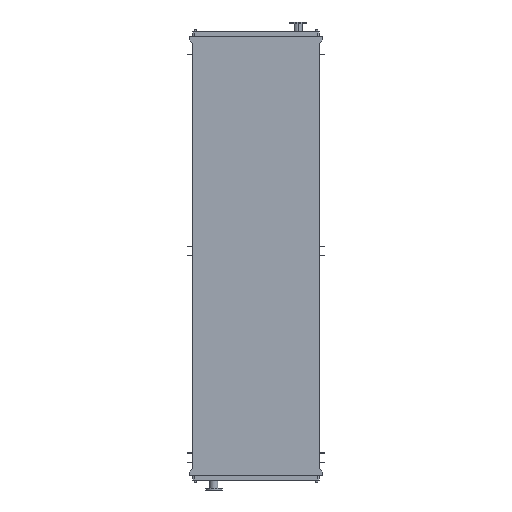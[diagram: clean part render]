
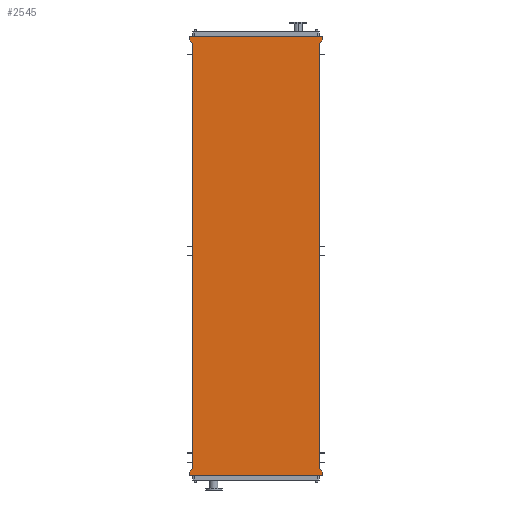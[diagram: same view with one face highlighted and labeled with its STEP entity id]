
A CAD part, front view. The second image highlights one B-rep face of the part: STEP entity #2545.
In plain terms, the highlighted planar face has unit normal (0, -1, 0).
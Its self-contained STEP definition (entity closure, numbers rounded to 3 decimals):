
#266 = CARTESIAN_POINT ( 'NONE',  ( -891., 0., 53. ) ) ;
#355 = EDGE_CURVE ( 'NONE', #21850, #2994, #5919, .T. ) ;
#532 = LINE ( 'NONE', #9906, #7970 ) ;
#557 = DIRECTION ( 'NONE',  ( 0., 0., 1. ) ) ;
#791 = VECTOR ( 'NONE', #20727, 1000. ) ;
#1114 = EDGE_CURVE ( 'NONE', #11316, #23595, #7539, .T. ) ;
#1396 = CARTESIAN_POINT ( 'NONE',  ( 891., 0., -5745. ) ) ;
#1473 = VECTOR ( 'NONE', #11897, 1000. ) ;
#1661 = VERTEX_POINT ( 'NONE', #18759 ) ;
#1760 = LINE ( 'NONE', #16615, #20949 ) ;
#1795 = EDGE_CURVE ( 'NONE', #20027, #2228, #1760, .T. ) ;
#1931 = VECTOR ( 'NONE', #18654, 1000. ) ;
#2228 = VERTEX_POINT ( 'NONE', #20732 ) ;
#2485 = DIRECTION ( 'NONE',  ( 0., 0., -1. ) ) ;
#2545 = ADVANCED_FACE ( 'NONE', ( #2908 ), #21950, .T. ) ;
#2643 = EDGE_LOOP ( 'NONE', ( #21065, #11830, #23343, #4892, #10659, #6432, #4601, #20849, #23735, #7442, #7936, #17736 ) ) ;
#2823 = CARTESIAN_POINT ( 'NONE',  ( -845., 0., -5650. ) ) ;
#2908 = FACE_OUTER_BOUND ( 'NONE', #2643, .T. ) ;
#2994 = VERTEX_POINT ( 'NONE', #12753 ) ;
#3368 = VECTOR ( 'NONE', #17838, 1000. ) ;
#3520 = DIRECTION ( 'NONE',  ( 0., -1., 0. ) ) ;
#3704 = LINE ( 'NONE', #8968, #18234 ) ;
#3836 = CARTESIAN_POINT ( 'NONE',  ( -891., 0., -5745. ) ) ;
#4231 = CARTESIAN_POINT ( 'NONE',  ( -891., 0., 95. ) ) ;
#4601 = ORIENTED_EDGE ( 'NONE', *, *, #9794, .F. ) ;
#4810 = VECTOR ( 'NONE', #10512, 1000. ) ;
#4892 = ORIENTED_EDGE ( 'NONE', *, *, #1114, .F. ) ;
#5245 = CARTESIAN_POINT ( 'NONE',  ( 845., 0., -5650. ) ) ;
#5895 = DIRECTION ( 'NONE',  ( -1., 0., 0. ) ) ;
#5919 = LINE ( 'NONE', #7860, #13642 ) ;
#5954 = EDGE_CURVE ( 'NONE', #2228, #20378, #8573, .T. ) ;
#6432 = ORIENTED_EDGE ( 'NONE', *, *, #16246, .F. ) ;
#6525 = LINE ( 'NONE', #19119, #1473 ) ;
#6557 = VECTOR ( 'NONE', #2485, 1000. ) ;
#7191 = VECTOR ( 'NONE', #13906, 1000. ) ;
#7442 = ORIENTED_EDGE ( 'NONE', *, *, #16499, .F. ) ;
#7539 = LINE ( 'NONE', #16579, #12741 ) ;
#7799 = VERTEX_POINT ( 'NONE', #12511 ) ;
#7860 = CARTESIAN_POINT ( 'NONE',  ( -891., 0., -5703. ) ) ;
#7936 = ORIENTED_EDGE ( 'NONE', *, *, #5954, .F. ) ;
#7970 = VECTOR ( 'NONE', #5895, 1000. ) ;
#8305 = LINE ( 'NONE', #2823, #4810 ) ;
#8521 = CARTESIAN_POINT ( 'NONE',  ( -845., 0., -5650. ) ) ;
#8573 = LINE ( 'NONE', #1396, #3368 ) ;
#8805 = EDGE_CURVE ( 'NONE', #2994, #7799, #6525, .T. ) ;
#8968 = CARTESIAN_POINT ( 'NONE',  ( -845., 0., 0. ) ) ;
#9794 = EDGE_CURVE ( 'NONE', #7799, #1661, #8305, .T. ) ;
#9795 = LINE ( 'NONE', #17706, #7191 ) ;
#9906 = CARTESIAN_POINT ( 'NONE',  ( -891., 0., -5745. ) ) ;
#10512 = DIRECTION ( 'NONE',  ( 0., 0., 1. ) ) ;
#10659 = ORIENTED_EDGE ( 'NONE', *, *, #21580, .F. ) ;
#10862 = LINE ( 'NONE', #5245, #1931 ) ;
#11305 = VERTEX_POINT ( 'NONE', #17272 ) ;
#11316 = VERTEX_POINT ( 'NONE', #4231 ) ;
#11830 = ORIENTED_EDGE ( 'NONE', *, *, #16547, .F. ) ;
#11897 = DIRECTION ( 'NONE',  ( 0.655, 0., 0.755 ) ) ;
#12017 = AXIS2_PLACEMENT_3D ( 'NONE', #8521, #3520, #22541 ) ;
#12511 = CARTESIAN_POINT ( 'NONE',  ( -845., 0., -5650. ) ) ;
#12741 = VECTOR ( 'NONE', #14977, 1000. ) ;
#12753 = CARTESIAN_POINT ( 'NONE',  ( -891., 0., -5703. ) ) ;
#13146 = CARTESIAN_POINT ( 'NONE',  ( -891., 0., 53. ) ) ;
#13554 = LINE ( 'NONE', #13672, #6557 ) ;
#13642 = VECTOR ( 'NONE', #557, 1000. ) ;
#13672 = CARTESIAN_POINT ( 'NONE',  ( 891., 0., 95. ) ) ;
#13906 = DIRECTION ( 'NONE',  ( -0.655, 0., -0.755 ) ) ;
#14977 = DIRECTION ( 'NONE',  ( 1., 0., 0. ) ) ;
#15324 = CARTESIAN_POINT ( 'NONE',  ( 891., 0., 95. ) ) ;
#16246 = EDGE_CURVE ( 'NONE', #1661, #21122, #3704, .T. ) ;
#16389 = DIRECTION ( 'NONE',  ( -0.655, 0., 0.755 ) ) ;
#16441 = VERTEX_POINT ( 'NONE', #17113 ) ;
#16499 = EDGE_CURVE ( 'NONE', #20378, #21850, #532, .T. ) ;
#16547 = EDGE_CURVE ( 'NONE', #16441, #11305, #9795, .T. ) ;
#16579 = CARTESIAN_POINT ( 'NONE',  ( -891., 0., 95. ) ) ;
#16615 = CARTESIAN_POINT ( 'NONE',  ( 891., 0., -5703. ) ) ;
#17031 = CARTESIAN_POINT ( 'NONE',  ( 891., 0., -5745. ) ) ;
#17113 = CARTESIAN_POINT ( 'NONE',  ( 891., 0., 53. ) ) ;
#17272 = CARTESIAN_POINT ( 'NONE',  ( 845., 0., 0. ) ) ;
#17706 = CARTESIAN_POINT ( 'NONE',  ( 891., 0., 53. ) ) ;
#17736 = ORIENTED_EDGE ( 'NONE', *, *, #1795, .F. ) ;
#17838 = DIRECTION ( 'NONE',  ( 0., 0., -1. ) ) ;
#17916 = EDGE_CURVE ( 'NONE', #23595, #16441, #13554, .T. ) ;
#18234 = VECTOR ( 'NONE', #16389, 1000. ) ;
#18580 = EDGE_CURVE ( 'NONE', #20027, #11305, #10862, .T. ) ;
#18654 = DIRECTION ( 'NONE',  ( 0., 0., 1. ) ) ;
#18759 = CARTESIAN_POINT ( 'NONE',  ( -845., 0., 0. ) ) ;
#19119 = CARTESIAN_POINT ( 'NONE',  ( -845., 0., -5650. ) ) ;
#20027 = VERTEX_POINT ( 'NONE', #23146 ) ;
#20378 = VERTEX_POINT ( 'NONE', #17031 ) ;
#20485 = LINE ( 'NONE', #13146, #791 ) ;
#20727 = DIRECTION ( 'NONE',  ( 0., 0., 1. ) ) ;
#20732 = CARTESIAN_POINT ( 'NONE',  ( 891., 0., -5703. ) ) ;
#20849 = ORIENTED_EDGE ( 'NONE', *, *, #8805, .F. ) ;
#20949 = VECTOR ( 'NONE', #22007, 1000. ) ;
#21065 = ORIENTED_EDGE ( 'NONE', *, *, #18580, .T. ) ;
#21122 = VERTEX_POINT ( 'NONE', #266 ) ;
#21580 = EDGE_CURVE ( 'NONE', #21122, #11316, #20485, .T. ) ;
#21850 = VERTEX_POINT ( 'NONE', #3836 ) ;
#21950 = PLANE ( 'NONE',  #12017 ) ;
#22007 = DIRECTION ( 'NONE',  ( 0.655, 0., -0.755 ) ) ;
#22541 = DIRECTION ( 'NONE',  ( 0., 0., -1. ) ) ;
#23146 = CARTESIAN_POINT ( 'NONE',  ( 845., 0., -5650. ) ) ;
#23343 = ORIENTED_EDGE ( 'NONE', *, *, #17916, .F. ) ;
#23595 = VERTEX_POINT ( 'NONE', #15324 ) ;
#23735 = ORIENTED_EDGE ( 'NONE', *, *, #355, .F. ) ;
